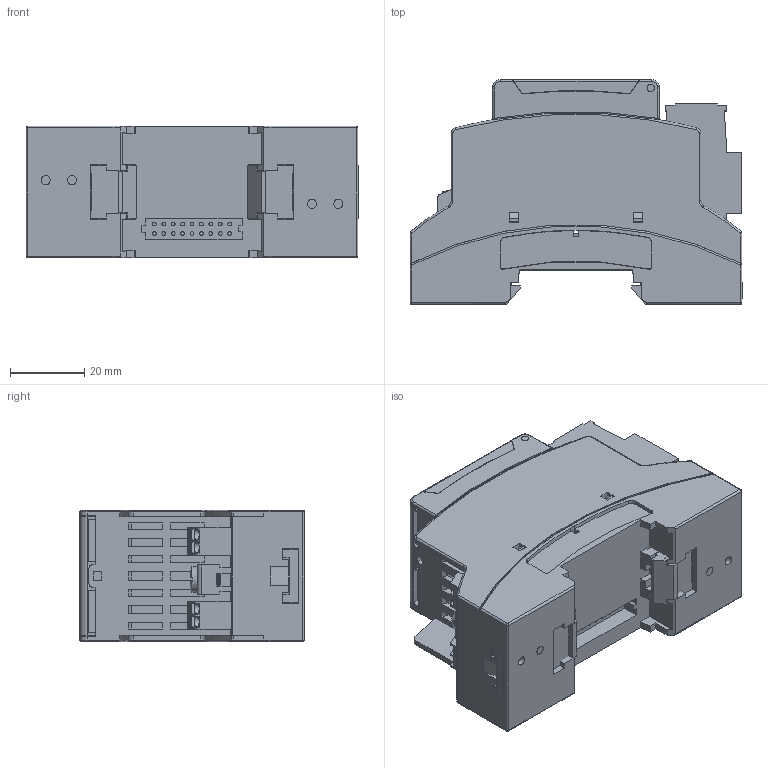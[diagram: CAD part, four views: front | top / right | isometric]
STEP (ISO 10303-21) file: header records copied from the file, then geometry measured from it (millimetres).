
FILE_DESCRIPTION(/* description */ (''),/* implementation_level */ '2;1');
FILE_NAME(/* name */ 'IsoBlock I-ST-1c.stp',/* time_stamp */ '2017-10-01T19:25:57-07:00',/* author */ ('sheil'),/* organization */ (''),/* preprocessor_version */ 'ST-DEVELOPER v16.13',/* originating_system */ 'Autodesk Inventor 2018',/* authorisation */ '');
FILE_SCHEMA (('AUTOMOTIVE_DESIGN { 1 0 10303 214 3 1 1 }'));
Products named in the file (17): IsoBlock I-ST-1c; BC 2TE; 2896254; BC_35.6_GEH-UT_HBUS_H.Select; Fussriegel_14.4_L30_Sperr_H.Select.1; 2896047; BC_35.6_GEH-OT_U22_H.Select; 2896157; BC_35.6_DKL_R_H.Select; keystone-PN7701; Vishay CSM3637; IsoBlock I-ST PCB; Board; 399200302; 1752104; spta_1-2-3.5; I-ST Plate
Assembly tree (19 placements, depth 4):
  IsoBlock I-ST-1c
    BC 2TE
      2896254
        BC_35.6_GEH-UT_HBUS_H.Select
        Fussriegel_14.4_L30_Sperr_H.Select.1  x2
      2896047
        BC_35.6_GEH-OT_U22_H.Select
      2896157
        BC_35.6_DKL_R_H.Select
    keystone-PN7701
    Vishay CSM3637
    IsoBlock I-ST PCB
      Board
    399200302
    1752104  x2
      spta_1-2-3.5
    I-ST Plate  x2
Bounding box: 89.7 x 60.7 x 35.6 mm (x, y, z)
Volume: 53329.6 mm3; surface area: 65512.4 mm2
Topology: 14 solids, 14 shells, 1931 faces, 5549 edges, 3657 vertices
Faces by surface type: plane 1410, cylinder 448, cone 35, torus 22, sphere 10, bspline 6
Full cylindrical faces by diameter (mm): 0.457 x46, 0.508 x109, 0.61 x3, 0.762 x1, 0.813 x2, 0.914 x9, 1 x18, 1.016 x2, 1.1 x8, 1.143 x14, 1.27 x2, 1.448 x2, 1.473 x6, 1.575 x2, 1.753 x4, 2 x4, 2.134 x1, 2.4 x6, 3 x4, 3.048 x2, 3.251 x15, 3.505 x3, 4.2 x2, 5.131 x1, 6.5 x2
Entity records: 60273 total; most frequent: CARTESIAN_POINT 12738, ORIENTED_EDGE 9318, DIRECTION 9061, EDGE_CURVE 4659, LINE 3685, VECTOR 3685, VERTEX_POINT 3231, AXIS2_PLACEMENT_3D 2688
